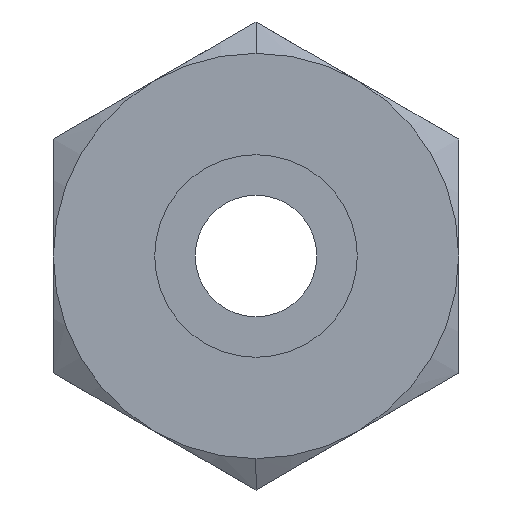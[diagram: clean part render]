
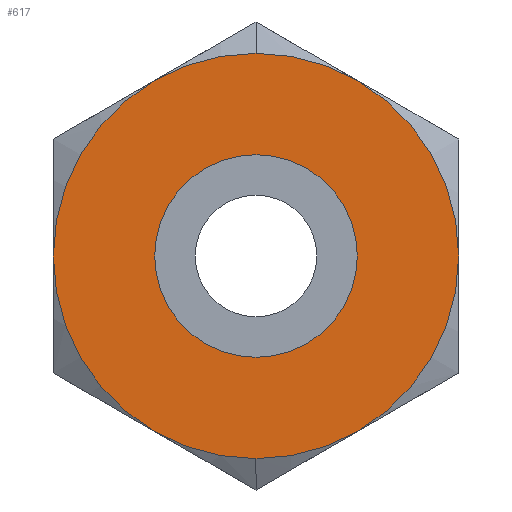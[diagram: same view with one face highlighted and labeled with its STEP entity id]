
A CAD part, left-side view. The second image highlights one B-rep face of the part: STEP entity #617.
In plain terms, the highlighted planar face has unit normal (-1, 0, 0).
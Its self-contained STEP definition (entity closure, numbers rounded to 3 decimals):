
#6 = DIRECTION ( 'NONE',  ( 1., 0., 0. ) ) ;
#501 = CARTESIAN_POINT ( 'NONE',  ( 0., 0., 0. ) ) ;
#544 = CIRCLE ( 'NONE', #4166, 4. ) ;
#555 = EDGE_LOOP ( 'NONE', ( #6578, #4671 ) ) ;
#617 = ADVANCED_FACE ( 'NONE', ( #1393, #866 ), #4195, .T. ) ;
#796 = EDGE_CURVE ( 'NONE', #6136, #2995, #3151, .T. ) ;
#866 = FACE_OUTER_BOUND ( 'NONE', #4293, .T. ) ;
#1312 = AXIS2_PLACEMENT_3D ( 'NONE', #5184, #6, #5784 ) ;
#1393 = FACE_BOUND ( 'NONE', #555, .T. ) ;
#1740 = DIRECTION ( 'NONE',  ( 0., 0., -1. ) ) ;
#1826 = AXIS2_PLACEMENT_3D ( 'NONE', #4034, #1844, #4632 ) ;
#1844 = DIRECTION ( 'NONE',  ( 1., 0., 0. ) ) ;
#1884 = VERTEX_POINT ( 'NONE', #2906 ) ;
#2806 = DIRECTION ( 'NONE',  ( 1., 0., 0. ) ) ;
#2858 = EDGE_CURVE ( 'NONE', #1884, #6172, #7076, .T. ) ;
#2906 = CARTESIAN_POINT ( 'NONE',  ( 0., 0., -8. ) ) ;
#2995 = VERTEX_POINT ( 'NONE', #6355 ) ;
#3010 = AXIS2_PLACEMENT_3D ( 'NONE', #7099, #4834, #6498 ) ;
#3151 = CIRCLE ( 'NONE', #1826, 4. ) ;
#3238 = ORIENTED_EDGE ( 'NONE', *, *, #2858, .F. ) ;
#3596 = CIRCLE ( 'NONE', #1312, 8. ) ;
#4034 = CARTESIAN_POINT ( 'NONE',  ( 0., 0., 0. ) ) ;
#4166 = AXIS2_PLACEMENT_3D ( 'NONE', #7447, #4614, #1740 ) ;
#4195 = PLANE ( 'NONE',  #3010 ) ;
#4293 = EDGE_LOOP ( 'NONE', ( #7238, #3238 ) ) ;
#4405 = EDGE_CURVE ( 'NONE', #2995, #6136, #544, .T. ) ;
#4614 = DIRECTION ( 'NONE',  ( 1., 0., 0. ) ) ;
#4632 = DIRECTION ( 'NONE',  ( 0., 0., 1. ) ) ;
#4671 = ORIENTED_EDGE ( 'NONE', *, *, #796, .T. ) ;
#4834 = DIRECTION ( 'NONE',  ( -1., 0., 0. ) ) ;
#5184 = CARTESIAN_POINT ( 'NONE',  ( 0., 0., 0. ) ) ;
#5745 = DIRECTION ( 'NONE',  ( 0., 0., -1. ) ) ;
#5784 = DIRECTION ( 'NONE',  ( 0., 0., 1. ) ) ;
#5974 = EDGE_CURVE ( 'NONE', #6172, #1884, #3596, .T. ) ;
#6120 = AXIS2_PLACEMENT_3D ( 'NONE', #501, #2806, #5745 ) ;
#6136 = VERTEX_POINT ( 'NONE', #7408 ) ;
#6172 = VERTEX_POINT ( 'NONE', #6950 ) ;
#6355 = CARTESIAN_POINT ( 'NONE',  ( 0., 0., -4. ) ) ;
#6498 = DIRECTION ( 'NONE',  ( 0., 0., 1. ) ) ;
#6578 = ORIENTED_EDGE ( 'NONE', *, *, #4405, .T. ) ;
#6950 = CARTESIAN_POINT ( 'NONE',  ( 0., 0., 8. ) ) ;
#7076 = CIRCLE ( 'NONE', #6120, 8. ) ;
#7099 = CARTESIAN_POINT ( 'NONE',  ( 0., 0., 4. ) ) ;
#7238 = ORIENTED_EDGE ( 'NONE', *, *, #5974, .F. ) ;
#7408 = CARTESIAN_POINT ( 'NONE',  ( 0., 0., 4. ) ) ;
#7447 = CARTESIAN_POINT ( 'NONE',  ( 0., 0., 0. ) ) ;
